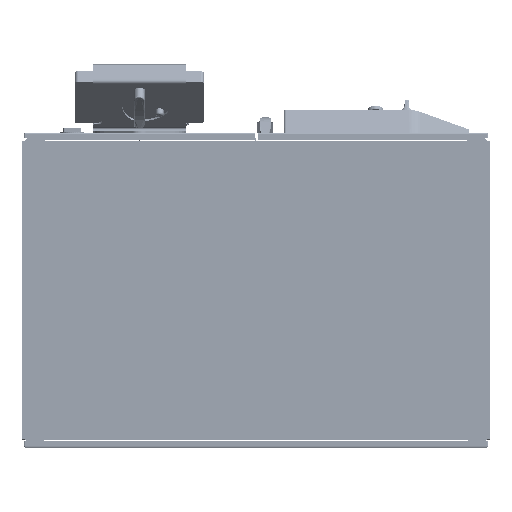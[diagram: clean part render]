
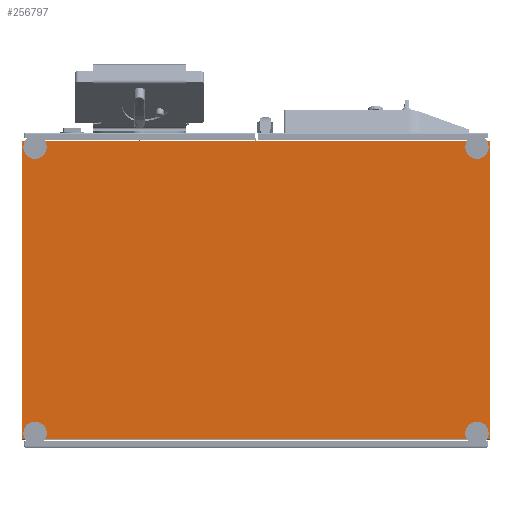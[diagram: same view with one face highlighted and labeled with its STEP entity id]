
A CAD part, front view. The second image highlights one B-rep face of the part: STEP entity #256797.
In plain terms, the highlighted planar face has unit normal (0, -1, 0).
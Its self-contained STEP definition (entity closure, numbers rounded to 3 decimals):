
#904 = EDGE_LOOP ( 'NONE', ( #170610, #213160 ) ) ;
#1973 = VERTEX_POINT ( 'NONE', #22190 ) ;
#3637 = EDGE_CURVE ( 'NONE', #14065, #214684, #34646, .T. ) ;
#7800 = ORIENTED_EDGE ( 'NONE', *, *, #165083, .T. ) ;
#8076 = DIRECTION ( 'NONE',  ( -1., 0., 0. ) ) ;
#8403 = DIRECTION ( 'NONE',  ( 0., 0., -1. ) ) ;
#11198 = VERTEX_POINT ( 'NONE', #252142 ) ;
#13693 = VERTEX_POINT ( 'NONE', #64979 ) ;
#14065 = VERTEX_POINT ( 'NONE', #49129 ) ;
#18497 = LINE ( 'NONE', #162453, #175179 ) ;
#18673 = CARTESIAN_POINT ( 'NONE',  ( 527.112, -1014.333, -1349.263 ) ) ;
#18679 = DIRECTION ( 'NONE',  ( -1., 0., 0. ) ) ;
#19193 = CARTESIAN_POINT ( 'NONE',  ( 1694.481, -1014.333, -1340.906 ) ) ;
#22190 = CARTESIAN_POINT ( 'NONE',  ( 544.112, -1014.333, -1349.263 ) ) ;
#23223 = CARTESIAN_POINT ( 'NONE',  ( 1729.112, -1014.333, -583.763 ) ) ;
#26217 = CARTESIAN_POINT ( 'NONE',  ( 560.612, -1014.333, -1335.013 ) ) ;
#26754 = FACE_BOUND ( 'NONE', #904, .T. ) ;
#29314 = CARTESIAN_POINT ( 'NONE',  ( 560.612, -1014.333, -600.013 ) ) ;
#32452 = EDGE_CURVE ( 'NONE', #13693, #197943, #139656, .T. ) ;
#32585 = VECTOR ( 'NONE', #213181, 1000. ) ;
#34616 = VERTEX_POINT ( 'NONE', #148442 ) ;
#34635 = CARTESIAN_POINT ( 'NONE',  ( 560.612, -1014.333, -600.013 ) ) ;
#34646 = LINE ( 'NONE', #101672, #137543 ) ;
#36591 = DIRECTION ( 'NONE',  ( -1., 0., 0. ) ) ;
#38231 = ORIENTED_EDGE ( 'NONE', *, *, #105012, .T. ) ;
#38359 = EDGE_CURVE ( 'NONE', #1973, #224145, #18497, .T. ) ;
#39640 = LINE ( 'NONE', #18673, #181815 ) ;
#41067 = VERTEX_POINT ( 'NONE', #224770 ) ;
#44933 = PLANE ( 'NONE',  #120188 ) ;
#49129 = CARTESIAN_POINT ( 'NONE',  ( 527.112, -1014.333, -583.763 ) ) ;
#49253 = ORIENTED_EDGE ( 'NONE', *, *, #182822, .F. ) ;
#50420 = CARTESIAN_POINT ( 'NONE',  ( 1712.112, -1014.333, -583.763 ) ) ;
#50875 = LINE ( 'NONE', #158520, #146242 ) ;
#51256 = ORIENTED_EDGE ( 'NONE', *, *, #74062, .F. ) ;
#52919 = CARTESIAN_POINT ( 'NONE',  ( 527.112, -1014.333, -1349.263 ) ) ;
#54408 = CARTESIAN_POINT ( 'NONE',  ( 558.238, -1014.333, -1340.524 ) ) ;
#59062 = VECTOR ( 'NONE', #91152, 1000. ) ;
#64234 = ORIENTED_EDGE ( 'NONE', *, *, #151406, .F. ) ;
#64979 = CARTESIAN_POINT ( 'NONE',  ( 560.612, -1014.333, -594.013 ) ) ;
#67305 = FACE_BOUND ( 'NONE', #91766, .T. ) ;
#69884 = DIRECTION ( 'NONE',  ( 0., -1., 0. ) ) ;
#70927 = DIRECTION ( 'NONE',  ( 0., 1., 0. ) ) ;
#71581 = CIRCLE ( 'NONE', #93929, 6. ) ;
#74062 = EDGE_CURVE ( 'NONE', #11198, #41067, #50875, .T. ) ;
#77274 = DIRECTION ( 'NONE',  ( -1., 0., 0. ) ) ;
#78804 = CARTESIAN_POINT ( 'NONE',  ( 560.612, -1014.333, -606.013 ) ) ;
#85451 = CARTESIAN_POINT ( 'NONE',  ( 1695.612, -1014.333, -1335.013 ) ) ;
#86701 = VERTEX_POINT ( 'NONE', #19193 ) ;
#89367 = EDGE_LOOP ( 'NONE', ( #64234, #269054 ) ) ;
#90468 = CARTESIAN_POINT ( 'NONE',  ( 1695.612, -1014.333, -600.013 ) ) ;
#91152 = DIRECTION ( 'NONE',  ( 0., 0., 1. ) ) ;
#91766 = EDGE_LOOP ( 'NONE', ( #120393, #194311 ) ) ;
#92439 = FACE_BOUND ( 'NONE', #89367, .T. ) ;
#93929 = AXIS2_PLACEMENT_3D ( 'NONE', #188997, #145678, #253173 ) ;
#94588 = ORIENTED_EDGE ( 'NONE', *, *, #3637, .F. ) ;
#96492 = AXIS2_PLACEMENT_3D ( 'NONE', #90468, #70927, #8076 ) ;
#101672 = CARTESIAN_POINT ( 'NONE',  ( 527.112, -1014.333, -583.763 ) ) ;
#105012 = EDGE_CURVE ( 'NONE', #11198, #214684, #128064, .T. ) ;
#106442 = ORIENTED_EDGE ( 'NONE', *, *, #164683, .F. ) ;
#110194 = CARTESIAN_POINT ( 'NONE',  ( 1696.743, -1014.333, -1329.121 ) ) ;
#110602 = AXIS2_PLACEMENT_3D ( 'NONE', #85451, #248819, #36591 ) ;
#120188 = AXIS2_PLACEMENT_3D ( 'NONE', #50420, #135689, #240337 ) ;
#120393 = ORIENTED_EDGE ( 'NONE', *, *, #190622, .T. ) ;
#124868 = DIRECTION ( 'NONE',  ( -1., 0., 0. ) ) ;
#125136 = VERTEX_POINT ( 'NONE', #206742 ) ;
#126843 = VERTEX_POINT ( 'NONE', #54408 ) ;
#128064 = LINE ( 'NONE', #23223, #32585 ) ;
#129039 = EDGE_CURVE ( 'NONE', #34616, #125136, #248425, .T. ) ;
#134372 = CIRCLE ( 'NONE', #259306, 6. ) ;
#135689 = DIRECTION ( 'NONE',  ( 0., 1., 0. ) ) ;
#136156 = DIRECTION ( 'NONE',  ( -1., 0., 0. ) ) ;
#136647 = DIRECTION ( 'NONE',  ( 0., -1., 0. ) ) ;
#137543 = VECTOR ( 'NONE', #186818, 1000. ) ;
#139656 = CIRCLE ( 'NONE', #246612, 6. ) ;
#145678 = DIRECTION ( 'NONE',  ( 0., 1., 0. ) ) ;
#146242 = VECTOR ( 'NONE', #136156, 1000. ) ;
#147166 = ORIENTED_EDGE ( 'NONE', *, *, #38359, .F. ) ;
#148442 = CARTESIAN_POINT ( 'NONE',  ( 1695.612, -1014.333, -606.013 ) ) ;
#149108 = VERTEX_POINT ( 'NONE', #204462 ) ;
#150842 = ORIENTED_EDGE ( 'NONE', *, *, #270139, .T. ) ;
#151045 = CIRCLE ( 'NONE', #271377, 6. ) ;
#151406 = EDGE_CURVE ( 'NONE', #197943, #13693, #134372, .T. ) ;
#157634 = CARTESIAN_POINT ( 'NONE',  ( 1695.612, -1014.333, -600.013 ) ) ;
#158520 = CARTESIAN_POINT ( 'NONE',  ( 1712.112, -1014.333, -1349.263 ) ) ;
#161520 = CARTESIAN_POINT ( 'NONE',  ( 1729.112, -1014.333, -583.763 ) ) ;
#162453 = CARTESIAN_POINT ( 'NONE',  ( 544.112, -1014.333, -1349.263 ) ) ;
#164683 = EDGE_CURVE ( 'NONE', #41067, #1973, #39640, .T. ) ;
#165083 = EDGE_CURVE ( 'NONE', #149108, #126843, #253318, .T. ) ;
#170610 = ORIENTED_EDGE ( 'NONE', *, *, #267141, .T. ) ;
#171603 = DIRECTION ( 'NONE',  ( -1., 0., 0. ) ) ;
#175179 = VECTOR ( 'NONE', #77274, 1000. ) ;
#181815 = VECTOR ( 'NONE', #124868, 1000. ) ;
#182822 = EDGE_CURVE ( 'NONE', #224145, #14065, #237729, .T. ) ;
#186818 = DIRECTION ( 'NONE',  ( 1., 0., 0. ) ) ;
#188997 = CARTESIAN_POINT ( 'NONE',  ( 1695.612, -1014.333, -1335.013 ) ) ;
#190622 = EDGE_CURVE ( 'NONE', #228926, #86701, #71581, .T. ) ;
#194311 = ORIENTED_EDGE ( 'NONE', *, *, #206684, .T. ) ;
#195320 = CIRCLE ( 'NONE', #110602, 6. ) ;
#197943 = VERTEX_POINT ( 'NONE', #78804 ) ;
#199964 = AXIS2_PLACEMENT_3D ( 'NONE', #26217, #234405, #171603 ) ;
#202295 = DIRECTION ( 'NONE',  ( 0., 0., -1. ) ) ;
#204462 = CARTESIAN_POINT ( 'NONE',  ( 562.986, -1014.333, -1329.503 ) ) ;
#206684 = EDGE_CURVE ( 'NONE', #86701, #228926, #195320, .T. ) ;
#206742 = CARTESIAN_POINT ( 'NONE',  ( 1695.612, -1014.333, -594.013 ) ) ;
#212626 = FACE_OUTER_BOUND ( 'NONE', #252131, .T. ) ;
#213160 = ORIENTED_EDGE ( 'NONE', *, *, #129039, .T. ) ;
#213181 = DIRECTION ( 'NONE',  ( 0., 0., 1. ) ) ;
#214684 = VERTEX_POINT ( 'NONE', #161520 ) ;
#216852 = CIRCLE ( 'NONE', #96492, 6. ) ;
#218226 = CARTESIAN_POINT ( 'NONE',  ( 527.112, -1014.333, -583.763 ) ) ;
#224145 = VERTEX_POINT ( 'NONE', #52919 ) ;
#224770 = CARTESIAN_POINT ( 'NONE',  ( 1712.112, -1014.333, -1349.263 ) ) ;
#227982 = EDGE_LOOP ( 'NONE', ( #7800, #150842 ) ) ;
#228926 = VERTEX_POINT ( 'NONE', #110194 ) ;
#229581 = CARTESIAN_POINT ( 'NONE',  ( 560.612, -1014.333, -1335.013 ) ) ;
#234405 = DIRECTION ( 'NONE',  ( 0., 1., 0. ) ) ;
#237729 = LINE ( 'NONE', #218226, #59062 ) ;
#240337 = DIRECTION ( 'NONE',  ( -1., 0., 0. ) ) ;
#242697 = DIRECTION ( 'NONE',  ( 0., 1., 0. ) ) ;
#246612 = AXIS2_PLACEMENT_3D ( 'NONE', #34635, #136647, #202295 ) ;
#246817 = DIRECTION ( 'NONE',  ( -1., 0., 0. ) ) ;
#248425 = CIRCLE ( 'NONE', #270773, 6. ) ;
#248819 = DIRECTION ( 'NONE',  ( 0., 1., 0. ) ) ;
#252131 = EDGE_LOOP ( 'NONE', ( #38231, #94588, #49253, #147166, #106442, #51256 ) ) ;
#252142 = CARTESIAN_POINT ( 'NONE',  ( 1729.112, -1014.333, -1349.263 ) ) ;
#253173 = DIRECTION ( 'NONE',  ( -1., 0., 0. ) ) ;
#253318 = CIRCLE ( 'NONE', #199964, 6. ) ;
#254603 = DIRECTION ( 'NONE',  ( 0., 1., 0. ) ) ;
#256797 = ADVANCED_FACE ( 'NONE', ( #212626, #262712, #92439, #67305, #26754 ), #44933, .F. ) ;
#259306 = AXIS2_PLACEMENT_3D ( 'NONE', #29314, #69884, #8403 ) ;
#262712 = FACE_BOUND ( 'NONE', #227982, .T. ) ;
#267141 = EDGE_CURVE ( 'NONE', #125136, #34616, #216852, .T. ) ;
#269054 = ORIENTED_EDGE ( 'NONE', *, *, #32452, .F. ) ;
#270139 = EDGE_CURVE ( 'NONE', #126843, #149108, #151045, .T. ) ;
#270773 = AXIS2_PLACEMENT_3D ( 'NONE', #157634, #242697, #246817 ) ;
#271377 = AXIS2_PLACEMENT_3D ( 'NONE', #229581, #254603, #18679 ) ;
